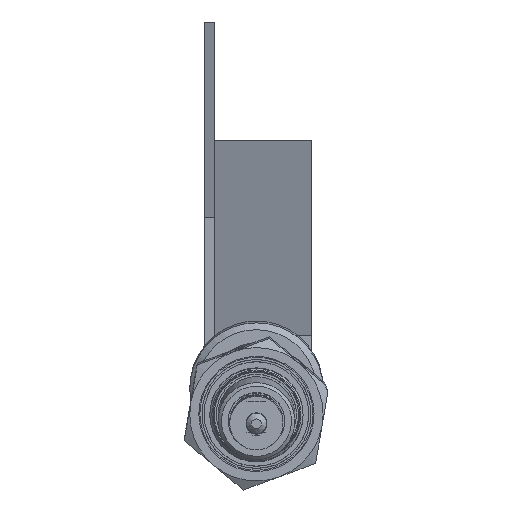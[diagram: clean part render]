
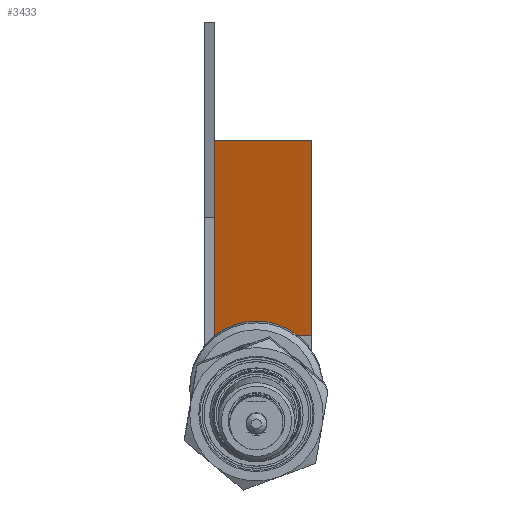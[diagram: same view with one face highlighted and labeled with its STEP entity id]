
A CAD part, top view. The second image highlights one B-rep face of the part: STEP entity #3433.
In plain terms, the highlighted face is planar.
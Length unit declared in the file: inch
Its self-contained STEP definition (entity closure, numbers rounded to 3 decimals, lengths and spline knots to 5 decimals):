
#439=LINE('',#5409,#634);
#442=LINE('',#5415,#637);
#443=LINE('',#5417,#638);
#444=LINE('',#5418,#639);
#634=VECTOR('',#4289,0.3937);
#637=VECTOR('',#4294,0.3937);
#638=VECTOR('',#4295,0.3937);
#639=VECTOR('',#4296,0.3937);
#829=PLANE('',#3798);
#1067=FACE_OUTER_BOUND('',#1308,.T.);
#1308=EDGE_LOOP('',(#2549,#2550,#2551,#2552));
#1814=VERTEX_POINT('',#5406);
#1815=VERTEX_POINT('',#5408);
#1817=VERTEX_POINT('',#5414);
#1818=VERTEX_POINT('',#5416);
#2124=EDGE_CURVE('',#1815,#1814,#439,.T.);
#2127=EDGE_CURVE('',#1814,#1817,#442,.T.);
#2128=EDGE_CURVE('',#1818,#1817,#443,.T.);
#2129=EDGE_CURVE('',#1815,#1818,#444,.T.);
#2549=ORIENTED_EDGE('',*,*,#2127,.T.);
#2550=ORIENTED_EDGE('',*,*,#2128,.F.);
#2551=ORIENTED_EDGE('',*,*,#2129,.F.);
#2552=ORIENTED_EDGE('',*,*,#2124,.T.);
#3433=ADVANCED_FACE('',(#1067),#829,.T.);
#3798=AXIS2_PLACEMENT_3D('',#5413,#4292,#4293);
#4289=DIRECTION('',(0.,0.,1.));
#4292=DIRECTION('center_axis',(0.,1.,0.));
#4293=DIRECTION('ref_axis',(0.,0.,1.));
#4294=DIRECTION('',(1.,0.,0.));
#4295=DIRECTION('',(0.,0.,1.));
#4296=DIRECTION('',(1.,0.,0.));
#5406=CARTESIAN_POINT('',(0.05,-0.555,49.625));
#5408=CARTESIAN_POINT('',(0.05,-0.555,0.));
#5409=CARTESIAN_POINT('',(0.05,-0.555,0.));
#5413=CARTESIAN_POINT('Origin',(0.05,-0.555,0.));
#5414=CARTESIAN_POINT('',(0.505,-0.555,49.625));
#5415=CARTESIAN_POINT('',(0.05,-0.555,49.625));
#5416=CARTESIAN_POINT('',(0.505,-0.555,0.));
#5417=CARTESIAN_POINT('',(0.505,-0.555,0.));
#5418=CARTESIAN_POINT('',(0.05,-0.555,0.));
